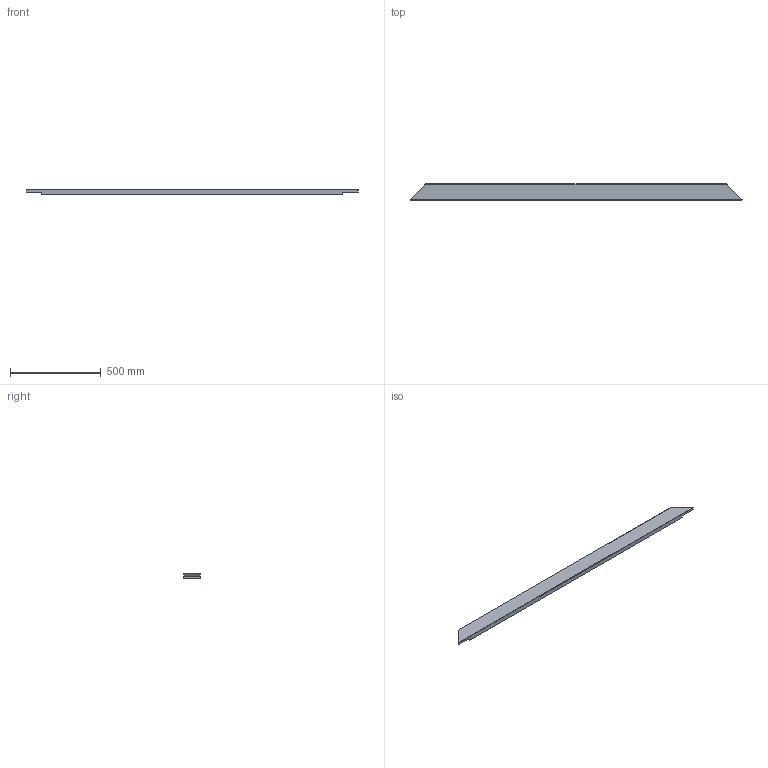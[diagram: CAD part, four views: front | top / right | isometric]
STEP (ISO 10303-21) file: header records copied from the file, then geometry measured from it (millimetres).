
FILE_DESCRIPTION(/* description */ (''),/* implementation_level */ '2;1');
FILE_NAME(/* name */ 'Top_Long.step',/* time_stamp */ '2023-05-20T12:54:33-04:00',/* author */ (''),/* organization */ (''),/* preprocessor_version */ 'ST-DEVELOPER v19.2',/* originating_system */ 'Autodesk Translation Framework v12.4.0.73',/* authorisation */ '');
FILE_SCHEMA (('AUTOMOTIVE_DESIGN { 1 0 10303 214 3 1 1 }'));
Length unit declared in the file: inch
Products named in the file (1): Top_Long
Bounding box: 1826.55 x 88.9 x 25.4 mm (x, y, z)
Volume: 3811980.5 mm3; surface area: 401519.5 mm2
Topology: 1 solids, 1 shells, 30 faces, 67 edges, 44 vertices
Faces by surface type: plane 25, cylinder 5
Entity records: 867 total; most frequent: CARTESIAN_POINT 142, DIRECTION 139, ORIENTED_EDGE 134, EDGE_CURVE 67, LINE 57, VECTOR 57, VERTEX_POINT 44, AXIS2_PLACEMENT_3D 41
